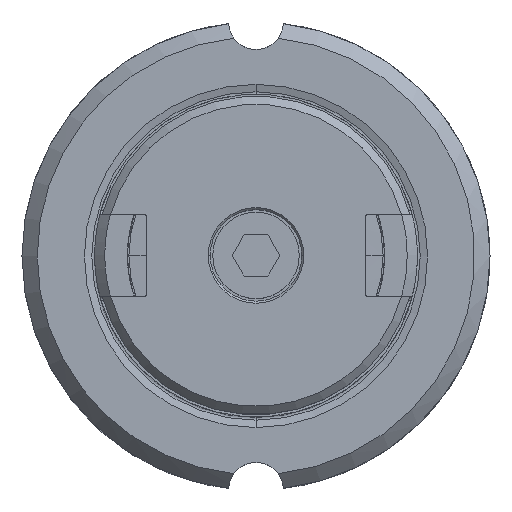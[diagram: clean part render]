
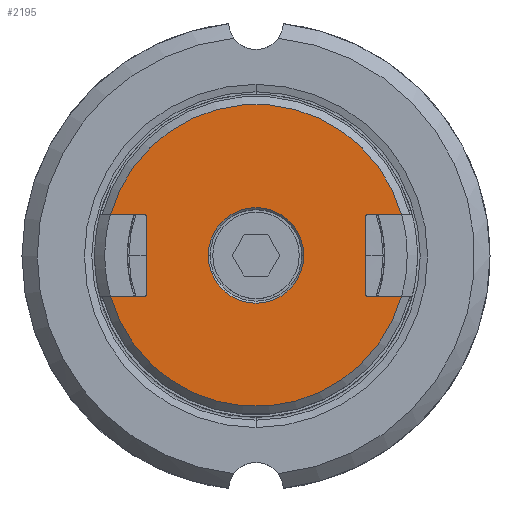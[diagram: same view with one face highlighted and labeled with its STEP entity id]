
A CAD part, top view. The second image highlights one B-rep face of the part: STEP entity #2195.
In plain terms, the highlighted planar face has unit normal (0, 0, 1).
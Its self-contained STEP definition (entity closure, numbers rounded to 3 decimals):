
#2195=ADVANCED_FACE('',(#4386,#4387),#3102,.T.);
#3102=PLANE('',#19827);
#3965=CIRCLE('',#19815,0.2);
#3966=CIRCLE('',#19818,0.2);
#3967=CIRCLE('',#19821,14.85);
#3968=CIRCLE('',#19822,0.2);
#3969=CIRCLE('',#19823,0.2);
#3970=CIRCLE('',#19824,14.85);
#3971=CIRCLE('',#19825,4.7);
#3972=CIRCLE('',#19826,4.7);
#4386=FACE_BOUND('',#4639,.T.);
#4387=FACE_BOUND('',#4640,.T.);
#4639=EDGE_LOOP('',(#6376,#6377,#6378,#6379,#6380,#6381,#6382,#6383,#6384,
#6385,#6386,#6387));
#4640=EDGE_LOOP('',(#6388,#6389));
#6376=ORIENTED_EDGE('',*,*,#13396,.F.);
#6377=ORIENTED_EDGE('',*,*,#13401,.F.);
#6378=ORIENTED_EDGE('',*,*,#13402,.F.);
#6379=ORIENTED_EDGE('',*,*,#13403,.T.);
#6380=ORIENTED_EDGE('',*,*,#13404,.F.);
#6381=ORIENTED_EDGE('',*,*,#13405,.T.);
#6382=ORIENTED_EDGE('',*,*,#13406,.F.);
#6383=ORIENTED_EDGE('',*,*,#13407,.T.);
#6384=ORIENTED_EDGE('',*,*,#13408,.F.);
#6385=ORIENTED_EDGE('',*,*,#13387,.F.);
#6386=ORIENTED_EDGE('',*,*,#13392,.F.);
#6387=ORIENTED_EDGE('',*,*,#13394,.F.);
#6388=ORIENTED_EDGE('',*,*,#13409,.F.);
#6389=ORIENTED_EDGE('',*,*,#13410,.F.);
#11405=VERTEX_POINT('',#27142);
#11406=VERTEX_POINT('',#27143);
#11409=VERTEX_POINT('',#27160);
#11410=VERTEX_POINT('',#27164);
#11411=VERTEX_POINT('',#27168);
#11414=VERTEX_POINT('',#27184);
#11415=VERTEX_POINT('',#27188);
#11416=VERTEX_POINT('',#27190);
#11417=VERTEX_POINT('',#27192);
#11418=VERTEX_POINT('',#27194);
#11419=VERTEX_POINT('',#27196);
#11420=VERTEX_POINT('',#27198);
#11421=VERTEX_POINT('',#27201);
#11422=VERTEX_POINT('',#27202);
#13387=EDGE_CURVE('',#11405,#11406,#15971,.T.);
#13392=EDGE_CURVE('',#11409,#11405,#3965,.T.);
#13394=EDGE_CURVE('',#11410,#11409,#15975,.T.);
#13396=EDGE_CURVE('',#11411,#11410,#3966,.T.);
#13401=EDGE_CURVE('',#11414,#11411,#15979,.T.);
#13402=EDGE_CURVE('',#11415,#11414,#3967,.T.);
#13403=EDGE_CURVE('',#11415,#11416,#15980,.T.);
#13404=EDGE_CURVE('',#11417,#11416,#3968,.T.);
#13405=EDGE_CURVE('',#11417,#11418,#15981,.T.);
#13406=EDGE_CURVE('',#11419,#11418,#3969,.T.);
#13407=EDGE_CURVE('',#11419,#11420,#15982,.T.);
#13408=EDGE_CURVE('',#11406,#11420,#3970,.T.);
#13409=EDGE_CURVE('',#11421,#11422,#3971,.T.);
#13410=EDGE_CURVE('',#11422,#11421,#3972,.T.);
#15971=LINE('',#27141,#17639);
#15975=LINE('',#27163,#17643);
#15979=LINE('',#27185,#17647);
#15980=LINE('',#27189,#17648);
#15981=LINE('',#27193,#17649);
#15982=LINE('',#27197,#17650);
#17639=VECTOR('',#22175,1.);
#17643=VECTOR('',#22185,1.);
#17647=VECTOR('',#22195,1.);
#17648=VECTOR('',#22200,1.);
#17649=VECTOR('',#22203,1.);
#17650=VECTOR('',#22206,1.);
#19815=AXIS2_PLACEMENT_3D('',#27159,#22180,#22181);
#19818=AXIS2_PLACEMENT_3D('',#27167,#22189,#22190);
#19821=AXIS2_PLACEMENT_3D('',#27187,#22198,#22199);
#19822=AXIS2_PLACEMENT_3D('',#27191,#22201,#22202);
#19823=AXIS2_PLACEMENT_3D('',#27195,#22204,#22205);
#19824=AXIS2_PLACEMENT_3D('',#27199,#22207,#22208);
#19825=AXIS2_PLACEMENT_3D('',#27200,#22209,#22210);
#19826=AXIS2_PLACEMENT_3D('',#27203,#22211,#22212);
#19827=AXIS2_PLACEMENT_3D('',#27204,#22213,#22214);
#22175=DIRECTION('',(-1.,0.,0.));
#22180=DIRECTION('',(0.,0.,1.));
#22181=DIRECTION('',(1.,0.,0.));
#22185=DIRECTION('',(0.,1.,0.));
#22189=DIRECTION('',(0.,0.,1.));
#22190=DIRECTION('',(0.,-1.,0.));
#22195=DIRECTION('',(1.,0.,0.));
#22198=DIRECTION('',(0.,0.,-1.));
#22199=DIRECTION('',(0.963,-0.27,0.));
#22200=DIRECTION('',(-1.,0.,0.));
#22201=DIRECTION('',(0.,0.,1.));
#22202=DIRECTION('',(-1.,0.,0.));
#22203=DIRECTION('',(0.,1.,0.));
#22204=DIRECTION('',(0.,0.,1.));
#22205=DIRECTION('',(0.,1.,0.));
#22206=DIRECTION('',(1.,0.,0.));
#22207=DIRECTION('',(0.,0.,-1.));
#22208=DIRECTION('',(-0.963,0.27,0.));
#22209=DIRECTION('',(0.,0.,1.));
#22210=DIRECTION('',(1.,0.,0.));
#22211=DIRECTION('',(0.,0.,1.));
#22212=DIRECTION('',(-1.,0.,0.));
#22213=DIRECTION('',(0.,0.,1.));
#22214=DIRECTION('',(-1.,0.,0.));
#27141=CARTESIAN_POINT('',(-10.95,4.004,31.));
#27142=CARTESIAN_POINT('',(-10.95,4.004,31.));
#27143=CARTESIAN_POINT('',(-14.3,4.004,31.));
#27159=CARTESIAN_POINT('',(-10.95,3.804,31.));
#27160=CARTESIAN_POINT('',(-10.75,3.804,31.));
#27163=CARTESIAN_POINT('',(-10.75,-3.804,31.));
#27164=CARTESIAN_POINT('',(-10.75,-3.804,31.));
#27167=CARTESIAN_POINT('',(-10.95,-3.804,31.));
#27168=CARTESIAN_POINT('',(-10.95,-4.004,31.));
#27184=CARTESIAN_POINT('',(-14.3,-4.004,31.));
#27185=CARTESIAN_POINT('',(-14.3,-4.004,31.));
#27187=CARTESIAN_POINT('',(0.,0.,31.));
#27188=CARTESIAN_POINT('',(14.3,-4.004,31.));
#27189=CARTESIAN_POINT('',(14.3,-4.004,31.));
#27190=CARTESIAN_POINT('',(10.95,-4.004,31.));
#27191=CARTESIAN_POINT('',(10.95,-3.804,31.));
#27192=CARTESIAN_POINT('',(10.75,-3.804,31.));
#27193=CARTESIAN_POINT('',(10.75,-3.804,31.));
#27194=CARTESIAN_POINT('',(10.75,3.804,31.));
#27195=CARTESIAN_POINT('',(10.95,3.804,31.));
#27196=CARTESIAN_POINT('',(10.95,4.004,31.));
#27197=CARTESIAN_POINT('',(10.95,4.004,31.));
#27198=CARTESIAN_POINT('',(14.3,4.004,31.));
#27199=CARTESIAN_POINT('',(0.,0.,31.));
#27200=CARTESIAN_POINT('',(0.,0.,31.));
#27201=CARTESIAN_POINT('',(4.7,0.,31.));
#27202=CARTESIAN_POINT('',(-4.7,0.,31.));
#27203=CARTESIAN_POINT('',(0.,0.,31.));
#27204=CARTESIAN_POINT('',(0.,0.,31.));
